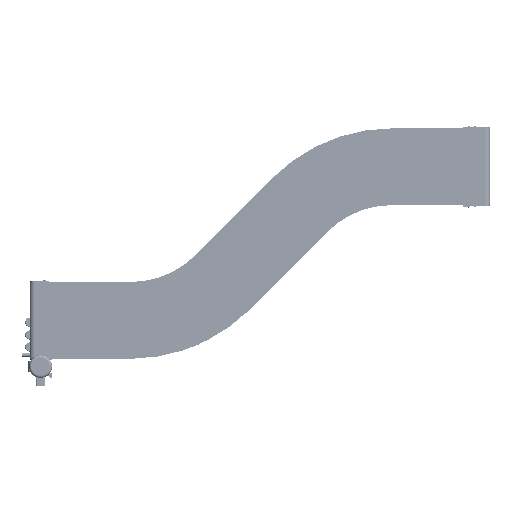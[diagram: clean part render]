
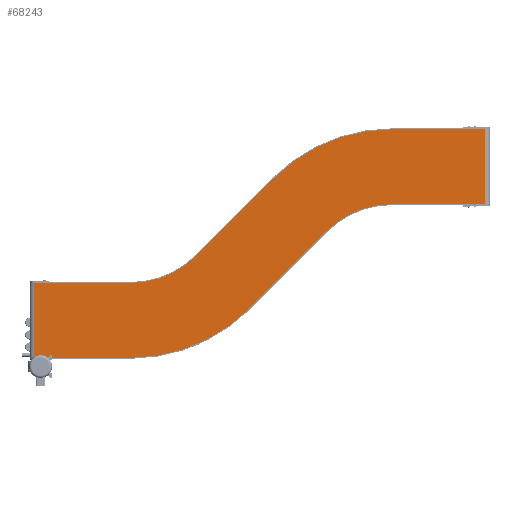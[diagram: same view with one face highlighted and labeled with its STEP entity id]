
A CAD part, front view. The second image highlights one B-rep face of the part: STEP entity #68243.
In plain terms, the highlighted planar face has unit normal (0, -1, 0).
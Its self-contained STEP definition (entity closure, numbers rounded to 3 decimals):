
#2484=CIRCLE('',#71388,915.);
#2487=CIRCLE('',#71392,505.);
#2492=CIRCLE('',#71434,505.);
#2495=CIRCLE('',#71438,915.);
#5392=ORIENTED_EDGE('',*,*,#19130,.T.);
#5393=ORIENTED_EDGE('',*,*,#19043,.F.);
#5394=ORIENTED_EDGE('',*,*,#18951,.F.);
#5395=ORIENTED_EDGE('',*,*,#18945,.F.);
#5396=ORIENTED_EDGE('',*,*,#18805,.T.);
#5397=ORIENTED_EDGE('',*,*,#18626,.T.);
#5398=ORIENTED_EDGE('',*,*,#18782,.F.);
#5399=ORIENTED_EDGE('',*,*,#18941,.T.);
#5400=ORIENTED_EDGE('',*,*,#18947,.T.);
#5401=ORIENTED_EDGE('',*,*,#19039,.T.);
#5402=ORIENTED_EDGE('',*,*,#19131,.F.);
#5403=ORIENTED_EDGE('',*,*,#19132,.F.);
#18626=EDGE_CURVE('',#25660,#25659,#30488,.T.);
#18782=EDGE_CURVE('',#25766,#25659,#30629,.T.);
#18805=EDGE_CURVE('',#25781,#25660,#30652,.T.);
#18941=EDGE_CURVE('',#25766,#25867,#2484,.F.);
#18945=EDGE_CURVE('',#25781,#25869,#2487,.F.);
#18947=EDGE_CURVE('',#25867,#25871,#30734,.T.);
#18951=EDGE_CURVE('',#25869,#25873,#30738,.T.);
#19039=EDGE_CURVE('',#25871,#25931,#2492,.F.);
#19043=EDGE_CURVE('',#25873,#25933,#2495,.F.);
#19130=EDGE_CURVE('',#25991,#25933,#30853,.T.);
#19131=EDGE_CURVE('',#25992,#25931,#30854,.T.);
#19132=EDGE_CURVE('',#25991,#25992,#30855,.T.);
#25659=VERTEX_POINT('',#91208);
#25660=VERTEX_POINT('',#91210);
#25766=VERTEX_POINT('',#91508);
#25781=VERTEX_POINT('',#91555);
#25867=VERTEX_POINT('',#91827);
#25869=VERTEX_POINT('',#91833);
#25871=VERTEX_POINT('',#91839);
#25873=VERTEX_POINT('',#91845);
#25931=VERTEX_POINT('',#92027);
#25933=VERTEX_POINT('',#92033);
#25991=VERTEX_POINT('',#92215);
#25992=VERTEX_POINT('',#92217);
#30488=LINE('',#91209,#35085);
#30629=LINE('',#91509,#35226);
#30652=LINE('',#91554,#35249);
#30734=LINE('',#91841,#35331);
#30738=LINE('',#91848,#35335);
#30853=LINE('',#92214,#35450);
#30854=LINE('',#92216,#35451);
#30855=LINE('',#92218,#35452);
#35085=VECTOR('',#76564,1000.);
#35226=VECTOR('',#76809,1000.);
#35249=VECTOR('',#76848,1000.);
#35331=VECTOR('',#77156,1000.);
#35335=VECTOR('',#77162,1000.);
#35450=VECTOR('',#77547,1000.);
#35451=VECTOR('',#77548,1000.);
#35452=VECTOR('',#77549,1000.);
#39846=EDGE_LOOP('',(#5392,#5393,#5394,#5395,#5396,#5397,#5398,#5399,#5400,
#5401,#5402,#5403));
#43692=FACE_BOUND('',#39846,.T.);
#47384=PLANE('',#71529);
#68243=ADVANCED_FACE('',(#43692),#47384,.T.);
#71388=AXIS2_PLACEMENT_3D('',#91829,#77142,#77143);
#71392=AXIS2_PLACEMENT_3D('',#91836,#77151,#77152);
#71434=AXIS2_PLACEMENT_3D('',#92029,#77324,#77325);
#71438=AXIS2_PLACEMENT_3D('',#92036,#77333,#77334);
#71529=AXIS2_PLACEMENT_3D('',#92213,#77545,#77546);
#76564=DIRECTION('',(0.,0.,1.));
#76809=DIRECTION('',(1.,0.,0.));
#76848=DIRECTION('',(1.,0.,0.));
#77142=DIRECTION('',(0.,1.,0.));
#77143=DIRECTION('',(0.,0.,1.));
#77151=DIRECTION('',(0.,1.,0.));
#77152=DIRECTION('',(0.,0.,1.));
#77156=DIRECTION('',(-0.707,0.,-0.707));
#77162=DIRECTION('',(-0.707,0.,-0.707));
#77324=DIRECTION('',(0.,-1.,0.));
#77325=DIRECTION('',(0.,0.,-1.));
#77333=DIRECTION('',(0.,-1.,0.));
#77334=DIRECTION('',(0.,0.,-1.));
#77545=DIRECTION('',(0.,-1.,0.));
#77546=DIRECTION('',(0.,0.,-1.));
#77547=DIRECTION('',(1.,0.,0.));
#77548=DIRECTION('',(1.,0.,0.));
#77549=DIRECTION('',(0.,0.,1.));
#91208=CARTESIAN_POINT('',(2335.918,-27.,1230.172));
#91209=CARTESIAN_POINT('',(2335.918,-27.,820.172));
#91210=CARTESIAN_POINT('',(2335.918,-27.,820.172));
#91508=CARTESIAN_POINT('',(1826.193,-27.,1230.172));
#91509=CARTESIAN_POINT('',(577.918,-27.,1230.172));
#91554=CARTESIAN_POINT('',(577.918,-27.,820.172));
#91555=CARTESIAN_POINT('',(1826.193,-27.,820.172));
#91827=CARTESIAN_POINT('',(1179.19,-27.,962.175));
#91829=CARTESIAN_POINT('',(1826.193,-27.,315.172));
#91833=CARTESIAN_POINT('',(1469.104,-27.,672.261));
#91836=CARTESIAN_POINT('',(1826.193,-27.,315.172));
#91839=CARTESIAN_POINT('',(754.926,-27.,537.911));
#91841=CARTESIAN_POINT('',(754.926,-27.,537.911));
#91845=CARTESIAN_POINT('',(1044.84,-27.,247.997));
#91848=CARTESIAN_POINT('',(1044.84,-27.,247.997));
#92027=CARTESIAN_POINT('',(397.837,-27.,390.));
#92029=CARTESIAN_POINT('',(397.837,-27.,895.));
#92033=CARTESIAN_POINT('',(397.837,-27.,-20.));
#92036=CARTESIAN_POINT('',(397.837,-27.,895.));
#92213=CARTESIAN_POINT('',(-129.,-27.,-20.));
#92214=CARTESIAN_POINT('',(-129.,-27.,-20.));
#92215=CARTESIAN_POINT('',(-129.,-27.,-20.));
#92216=CARTESIAN_POINT('',(-129.,-27.,390.));
#92217=CARTESIAN_POINT('',(-129.,-27.,390.));
#92218=CARTESIAN_POINT('',(-129.,-27.,-20.));
